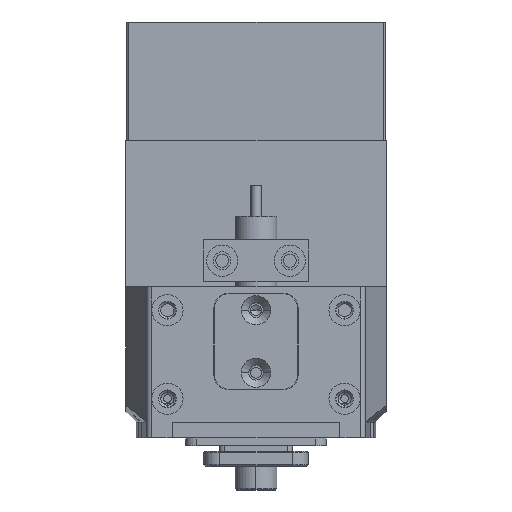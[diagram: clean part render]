
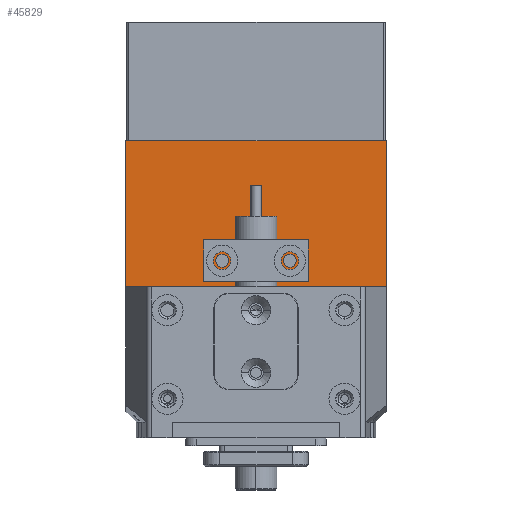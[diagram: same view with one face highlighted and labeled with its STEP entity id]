
A CAD part, left-side view. The second image highlights one B-rep face of the part: STEP entity #45829.
In plain terms, the highlighted planar face has unit normal (-1, 0, 0).
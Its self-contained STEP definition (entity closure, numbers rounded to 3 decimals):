
#157 = FACE_BOUND ( 'NONE', #361, .T. ) ;
#361 = EDGE_LOOP ( 'NONE', ( #5060, #28846 ) ) ;
#387 = DIRECTION ( 'NONE',  ( -1., 0., 0. ) ) ;
#917 = ORIENTED_EDGE ( 'NONE', *, *, #50463, .T. ) ;
#1351 = CARTESIAN_POINT ( 'NONE',  ( -33.185, 6.02, 127.161 ) ) ;
#1774 = AXIS2_PLACEMENT_3D ( 'NONE', #48766, #9457, #40921 ) ;
#2534 = DIRECTION ( 'NONE',  ( 0., 0., -1. ) ) ;
#3085 = VERTEX_POINT ( 'NONE', #10391 ) ;
#4483 = AXIS2_PLACEMENT_3D ( 'NONE', #8865, #32770, #40152 ) ;
#4821 = LINE ( 'NONE', #29709, #45726 ) ;
#4874 = EDGE_CURVE ( 'NONE', #6112, #16555, #9318, .T. ) ;
#5060 = ORIENTED_EDGE ( 'NONE', *, *, #30692, .F. ) ;
#5574 = FACE_BOUND ( 'NONE', #39622, .T. ) ;
#6112 = VERTEX_POINT ( 'NONE', #34980 ) ;
#6491 = DIRECTION ( 'NONE',  ( 0., 0., -1. ) ) ;
#7965 = ORIENTED_EDGE ( 'NONE', *, *, #35733, .F. ) ;
#8595 = CARTESIAN_POINT ( 'NONE',  ( -33.185, 12.52, 102.911 ) ) ;
#8865 = CARTESIAN_POINT ( 'NONE',  ( -33.185, -0.48, 104.161 ) ) ;
#9318 = LINE ( 'NONE', #41778, #30057 ) ;
#9328 = ORIENTED_EDGE ( 'NONE', *, *, #4874, .T. ) ;
#9457 = DIRECTION ( 'NONE',  ( -1., 0., 0. ) ) ;
#10391 = CARTESIAN_POINT ( 'NONE',  ( -33.185, -0.48, 102.911 ) ) ;
#10465 = FACE_OUTER_BOUND ( 'NONE', #47960, .T. ) ;
#11886 = CARTESIAN_POINT ( 'NONE',  ( -33.185, -0.48, 105.411 ) ) ;
#11935 = LINE ( 'NONE', #33714, #36998 ) ;
#15863 = CARTESIAN_POINT ( 'NONE',  ( -33.185, -0.48, 104.161 ) ) ;
#15879 = EDGE_CURVE ( 'NONE', #20490, #30970, #4821, .T. ) ;
#16555 = VERTEX_POINT ( 'NONE', #44052 ) ;
#18084 = CARTESIAN_POINT ( 'NONE',  ( -33.185, 12.52, 105.411 ) ) ;
#19863 = AXIS2_PLACEMENT_3D ( 'NONE', #34710, #50426, #27043 ) ;
#20490 = VERTEX_POINT ( 'NONE', #47764 ) ;
#21142 = ORIENTED_EDGE ( 'NONE', *, *, #27974, .F. ) ;
#22595 = CIRCLE ( 'NONE', #40247, 1.25 ) ;
#23623 = VERTEX_POINT ( 'NONE', #18084 ) ;
#24845 = DIRECTION ( 'NONE',  ( 0., 1., 0. ) ) ;
#25222 = EDGE_CURVE ( 'NONE', #32338, #23623, #32637, .T. ) ;
#25724 = DIRECTION ( 'NONE',  ( 0., 0., -1. ) ) ;
#25874 = CARTESIAN_POINT ( 'NONE',  ( -33.185, -18.98, 99.161 ) ) ;
#26035 = DIRECTION ( 'NONE',  ( 1., 0., 0. ) ) ;
#26400 = AXIS2_PLACEMENT_3D ( 'NONE', #25874, #26035, #2534 ) ;
#26564 = ORIENTED_EDGE ( 'NONE', *, *, #30868, .F. ) ;
#27043 = DIRECTION ( 'NONE',  ( 0., 0., 1. ) ) ;
#27819 = DIRECTION ( 'NONE',  ( 0., 0., 1. ) ) ;
#27974 = EDGE_CURVE ( 'NONE', #3085, #30440, #22595, .T. ) ;
#28580 = CARTESIAN_POINT ( 'NONE',  ( -33.185, -18.98, 99.161 ) ) ;
#28846 = ORIENTED_EDGE ( 'NONE', *, *, #25222, .F. ) ;
#29709 = CARTESIAN_POINT ( 'NONE',  ( -33.185, -18.98, 99.161 ) ) ;
#30057 = VECTOR ( 'NONE', #25724, 1000. ) ;
#30440 = VERTEX_POINT ( 'NONE', #11886 ) ;
#30692 = EDGE_CURVE ( 'NONE', #23623, #32338, #39446, .T. ) ;
#30868 = EDGE_CURVE ( 'NONE', #30970, #16555, #11935, .T. ) ;
#30970 = VERTEX_POINT ( 'NONE', #28580 ) ;
#31586 = CIRCLE ( 'NONE', #4483, 1.25 ) ;
#31814 = ORIENTED_EDGE ( 'NONE', *, *, #15879, .F. ) ;
#32338 = VERTEX_POINT ( 'NONE', #8595 ) ;
#32637 = CIRCLE ( 'NONE', #19863, 1.25 ) ;
#32770 = DIRECTION ( 'NONE',  ( -1., 0., 0. ) ) ;
#33714 = CARTESIAN_POINT ( 'NONE',  ( -33.185, -18.98, 99.161 ) ) ;
#34710 = CARTESIAN_POINT ( 'NONE',  ( -33.185, 12.52, 104.161 ) ) ;
#34980 = CARTESIAN_POINT ( 'NONE',  ( -33.185, 31.02, 127.161 ) ) ;
#35733 = EDGE_CURVE ( 'NONE', #30440, #3085, #31586, .T. ) ;
#36998 = VECTOR ( 'NONE', #38324, 1000. ) ;
#38324 = DIRECTION ( 'NONE',  ( 0., 1., 0. ) ) ;
#39109 = VECTOR ( 'NONE', #24845, 1000. ) ;
#39446 = CIRCLE ( 'NONE', #1774, 1.25 ) ;
#39622 = EDGE_LOOP ( 'NONE', ( #7965, #21142 ) ) ;
#40152 = DIRECTION ( 'NONE',  ( 0., 0., 1. ) ) ;
#40247 = AXIS2_PLACEMENT_3D ( 'NONE', #15863, #387, #27819 ) ;
#40921 = DIRECTION ( 'NONE',  ( 0., 0., 1. ) ) ;
#41778 = CARTESIAN_POINT ( 'NONE',  ( -33.185, 31.02, 99.161 ) ) ;
#44052 = CARTESIAN_POINT ( 'NONE',  ( -33.185, 31.02, 99.161 ) ) ;
#45494 = PLANE ( 'NONE',  #26400 ) ;
#45726 = VECTOR ( 'NONE', #6491, 1000. ) ;
#45829 = ADVANCED_FACE ( 'NONE', ( #10465, #157, #5574 ), #45494, .F. ) ;
#47668 = LINE ( 'NONE', #1351, #39109 ) ;
#47764 = CARTESIAN_POINT ( 'NONE',  ( -33.185, -18.98, 127.161 ) ) ;
#47960 = EDGE_LOOP ( 'NONE', ( #9328, #26564, #31814, #917 ) ) ;
#48766 = CARTESIAN_POINT ( 'NONE',  ( -33.185, 12.52, 104.161 ) ) ;
#50426 = DIRECTION ( 'NONE',  ( -1., 0., 0. ) ) ;
#50463 = EDGE_CURVE ( 'NONE', #20490, #6112, #47668, .T. ) ;
